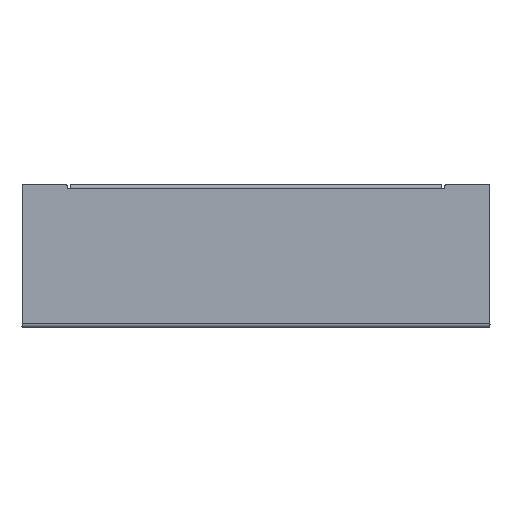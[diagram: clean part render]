
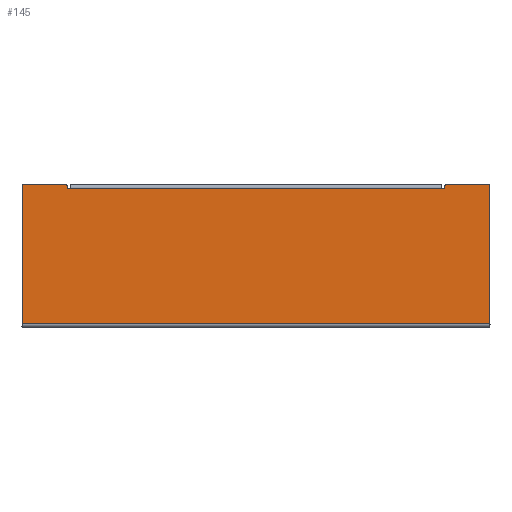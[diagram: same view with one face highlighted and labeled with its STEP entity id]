
A CAD part, left-side view. The second image highlights one B-rep face of the part: STEP entity #145.
In plain terms, the highlighted planar face has unit normal (-1, 0, 0).
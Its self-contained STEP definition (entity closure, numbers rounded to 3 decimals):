
#145=ADVANCED_FACE('',(#245),#1962,.T.);
#245=FACE_OUTER_BOUND('',#395,.T.);
#395=EDGE_LOOP('',(#856,#857,#858,#859,#860,#861,#862,#863,#864,#865,#866,
#867,#868,#869,#870,#871));
#856=ORIENTED_EDGE('',*,*,#1230,.T.);
#857=ORIENTED_EDGE('',*,*,#1167,.F.);
#858=ORIENTED_EDGE('',*,*,#1191,.F.);
#859=ORIENTED_EDGE('',*,*,#1198,.T.);
#860=ORIENTED_EDGE('',*,*,#1188,.F.);
#861=ORIENTED_EDGE('',*,*,#1179,.F.);
#862=ORIENTED_EDGE('',*,*,#1158,.T.);
#863=ORIENTED_EDGE('',*,*,#1153,.T.);
#864=ORIENTED_EDGE('',*,*,#1159,.T.);
#865=ORIENTED_EDGE('',*,*,#1182,.F.);
#866=ORIENTED_EDGE('',*,*,#1143,.T.);
#867=ORIENTED_EDGE('',*,*,#1196,.T.);
#868=ORIENTED_EDGE('',*,*,#1185,.T.);
#869=ORIENTED_EDGE('',*,*,#1171,.F.);
#870=ORIENTED_EDGE('',*,*,#1227,.T.);
#871=ORIENTED_EDGE('',*,*,#1212,.T.);
#1143=EDGE_CURVE('',#1831,#1863,#1354,.T.);
#1153=EDGE_CURVE('',#1840,#1841,#1364,.T.);
#1158=EDGE_CURVE('',#1832,#1840,#1369,.T.);
#1159=EDGE_CURVE('',#1841,#1834,#1370,.T.);
#1167=EDGE_CURVE('',#1847,#1844,#1524,.T.);
#1171=EDGE_CURVE('',#1849,#1850,#1527,.T.);
#1179=EDGE_CURVE('',#1832,#1861,#1379,.T.);
#1182=EDGE_CURVE('',#1831,#1834,#1381,.T.);
#1185=EDGE_CURVE('',#1865,#1850,#1384,.T.);
#1188=EDGE_CURVE('',#1861,#1867,#1387,.T.);
#1191=EDGE_CURVE('',#1868,#1847,#1390,.T.);
#1196=EDGE_CURVE('',#1863,#1865,#1535,.T.);
#1198=EDGE_CURVE('',#1868,#1867,#1537,.T.);
#1212=EDGE_CURVE('',#1881,#1882,#1395,.T.);
#1227=EDGE_CURVE('',#1849,#1881,#1406,.T.);
#1230=EDGE_CURVE('',#1882,#1844,#1409,.T.);
#1354=B_SPLINE_CURVE_WITH_KNOTS('',1,(#3302,#3303),.UNSPECIFIED.,.F.,.F.,
(2,2),(0.,1.5),.UNSPECIFIED.);
#1364=B_SPLINE_CURVE_WITH_KNOTS('',1,(#3322,#3323),.UNSPECIFIED.,.F.,.F.,
(2,2),(0.,238.),.UNSPECIFIED.);
#1369=B_SPLINE_CURVE_WITH_KNOTS('',1,(#3332,#3333),.UNSPECIFIED.,.F.,.F.,
(2,2),(0.,0.5),.UNSPECIFIED.);
#1370=B_SPLINE_CURVE_WITH_KNOTS('',1,(#3334,#3335),.UNSPECIFIED.,.F.,.F.,
(2,2),(0.,0.5),.UNSPECIFIED.);
#1379=B_SPLINE_CURVE_WITH_KNOTS('',1,(#3385,#3386),.UNSPECIFIED.,.F.,.F.,
(2,2),(0.,2.),.UNSPECIFIED.);
#1381=B_SPLINE_CURVE_WITH_KNOTS('',1,(#3392,#3393),.UNSPECIFIED.,.F.,.F.,
(2,2),(0.,2.),.UNSPECIFIED.);
#1384=B_SPLINE_CURVE_WITH_KNOTS('',1,(#3398,#3399),.UNSPECIFIED.,.F.,.F.,
(2,2),(0.,26.),.UNSPECIFIED.);
#1387=B_SPLINE_CURVE_WITH_KNOTS('',1,(#3404,#3405),.UNSPECIFIED.,.F.,.F.,
(2,2),(0.,1.5),.UNSPECIFIED.);
#1390=B_SPLINE_CURVE_WITH_KNOTS('',1,(#3410,#3411),.UNSPECIFIED.,.F.,.F.,
(2,2),(0.,26.),.UNSPECIFIED.);
#1395=B_SPLINE_CURVE_WITH_KNOTS('',1,(#3464,#3465),.UNSPECIFIED.,.F.,.F.,
(2,2),(0.,300.),.UNSPECIFIED.);
#1406=B_SPLINE_CURVE_WITH_KNOTS('',1,(#3498,#3499),.UNSPECIFIED.,.F.,.F.,
(2,2),(0.,88.),.UNSPECIFIED.);
#1409=B_SPLINE_CURVE_WITH_KNOTS('',1,(#3504,#3505),.UNSPECIFIED.,.F.,.F.,
(2,2),(0.,88.),.UNSPECIFIED.);
#1524=TRIMMED_CURVE($,#1664,(#3353),(#3354),.T.,.CARTESIAN.);
#1527=TRIMMED_CURVE($,#1667,(#3364),(#3365),.T.,.CARTESIAN.);
#1535=TRIMMED_CURVE($,#1675,(#3422),(#3423),.T.,.CARTESIAN.);
#1537=TRIMMED_CURVE($,#1677,(#3428),(#3429),.T.,.CARTESIAN.);
#1664=CIRCLE('',#2220,1.5);
#1667=CIRCLE('',#2223,1.5);
#1675=CIRCLE('',#2231,1.5);
#1677=CIRCLE('',#2233,1.5);
#1831=VERTEX_POINT('',#2873);
#1832=VERTEX_POINT('',#2874);
#1834=VERTEX_POINT('',#2876);
#1840=VERTEX_POINT('',#2882);
#1841=VERTEX_POINT('',#2883);
#1844=VERTEX_POINT('',#2886);
#1847=VERTEX_POINT('',#2889);
#1849=VERTEX_POINT('',#2891);
#1850=VERTEX_POINT('',#2892);
#1861=VERTEX_POINT('',#2903);
#1863=VERTEX_POINT('',#2905);
#1865=VERTEX_POINT('',#2907);
#1867=VERTEX_POINT('',#2909);
#1868=VERTEX_POINT('',#2910);
#1881=VERTEX_POINT('',#2923);
#1882=VERTEX_POINT('',#2924);
#1962=PLANE('',#2127);
#2127=AXIS2_PLACEMENT_3D('',#2753,#2370,$);
#2220=AXIS2_PLACEMENT_3D($,#3352,#2527,#2528);
#2223=AXIS2_PLACEMENT_3D($,#3363,#2533,#2534);
#2231=AXIS2_PLACEMENT_3D($,#3421,#2549,#2550);
#2233=AXIS2_PLACEMENT_3D($,#3427,#2553,#2554);
#2370=DIRECTION('',(-1.,0.,0.));
#2527=DIRECTION('',(1.,0.,0.));
#2528=DIRECTION('',(0.,0.,1.));
#2533=DIRECTION('',(1.,0.,0.));
#2534=DIRECTION('',(0.,1.,0.));
#2549=DIRECTION('',(-1.,0.,0.));
#2550=DIRECTION('',(0.,-1.,0.));
#2553=DIRECTION('',(-1.,0.,0.));
#2554=DIRECTION('',(0.,0.,1.));
#2753=CARTESIAN_POINT('',(-200.,-140.,-56.918));
#2873=CARTESIAN_POINT('',(-200.,131.,-60.));
#2874=CARTESIAN_POINT('',(-200.,-109.,-60.));
#2876=CARTESIAN_POINT('',(-200.,129.,-60.));
#2882=CARTESIAN_POINT('',(-200.,-109.,-59.5));
#2883=CARTESIAN_POINT('',(-200.,129.,-59.5));
#2886=CARTESIAN_POINT('',(-200.,-140.,-58.5));
#2889=CARTESIAN_POINT('',(-200.,-138.5,-57.));
#2891=CARTESIAN_POINT('',(-200.,160.,-58.5));
#2892=CARTESIAN_POINT('',(-200.,158.5,-57.));
#2903=CARTESIAN_POINT('',(-200.,-111.,-60.));
#2905=CARTESIAN_POINT('',(-200.,131.,-58.5));
#2907=CARTESIAN_POINT('',(-200.,132.5,-57.));
#2909=CARTESIAN_POINT('',(-200.,-111.,-58.5));
#2910=CARTESIAN_POINT('',(-200.,-112.5,-57.));
#2923=CARTESIAN_POINT('',(-200.,160.,-146.5));
#2924=CARTESIAN_POINT('',(-200.,-140.,-146.5));
#3302=CARTESIAN_POINT('',(-200.,131.,-60.));
#3303=CARTESIAN_POINT('',(-200.,131.,-58.5));
#3322=CARTESIAN_POINT('',(-200.,-109.,-59.5));
#3323=CARTESIAN_POINT('',(-200.,129.,-59.5));
#3332=CARTESIAN_POINT('',(-200.,-109.,-60.));
#3333=CARTESIAN_POINT('',(-200.,-109.,-59.5));
#3334=CARTESIAN_POINT('',(-200.,129.,-59.5));
#3335=CARTESIAN_POINT('',(-200.,129.,-60.));
#3352=CARTESIAN_POINT('',(-200.,-138.5,-58.5));
#3353=CARTESIAN_POINT('',(-200.,-138.5,-57.));
#3354=CARTESIAN_POINT('',(-200.,-140.,-58.5));
#3363=CARTESIAN_POINT('',(-200.,158.5,-58.5));
#3364=CARTESIAN_POINT('',(-200.,160.,-58.5));
#3365=CARTESIAN_POINT('',(-200.,158.5,-57.));
#3385=CARTESIAN_POINT('',(-200.,-109.,-60.));
#3386=CARTESIAN_POINT('',(-200.,-111.,-60.));
#3392=CARTESIAN_POINT('',(-200.,131.,-60.));
#3393=CARTESIAN_POINT('',(-200.,129.,-60.));
#3398=CARTESIAN_POINT('',(-200.,132.5,-57.));
#3399=CARTESIAN_POINT('',(-200.,158.5,-57.));
#3404=CARTESIAN_POINT('',(-200.,-111.,-60.));
#3405=CARTESIAN_POINT('',(-200.,-111.,-58.5));
#3410=CARTESIAN_POINT('',(-200.,-112.5,-57.));
#3411=CARTESIAN_POINT('',(-200.,-138.5,-57.));
#3421=CARTESIAN_POINT('',(-200.,132.5,-58.5));
#3422=CARTESIAN_POINT('',(-200.,131.,-58.5));
#3423=CARTESIAN_POINT('',(-200.,132.5,-57.));
#3427=CARTESIAN_POINT('',(-200.,-112.5,-58.5));
#3428=CARTESIAN_POINT('',(-200.,-112.5,-57.));
#3429=CARTESIAN_POINT('',(-200.,-111.,-58.5));
#3464=CARTESIAN_POINT('',(-200.,160.,-146.5));
#3465=CARTESIAN_POINT('',(-200.,-140.,-146.5));
#3498=CARTESIAN_POINT('',(-200.,160.,-58.5));
#3499=CARTESIAN_POINT('',(-200.,160.,-146.5));
#3504=CARTESIAN_POINT('',(-200.,-140.,-146.5));
#3505=CARTESIAN_POINT('',(-200.,-140.,-58.5));
